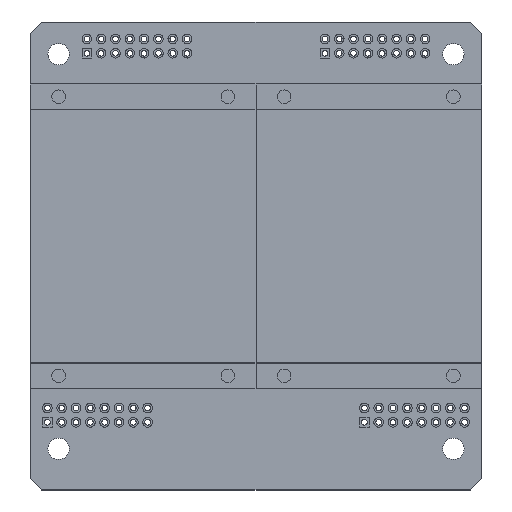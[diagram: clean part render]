
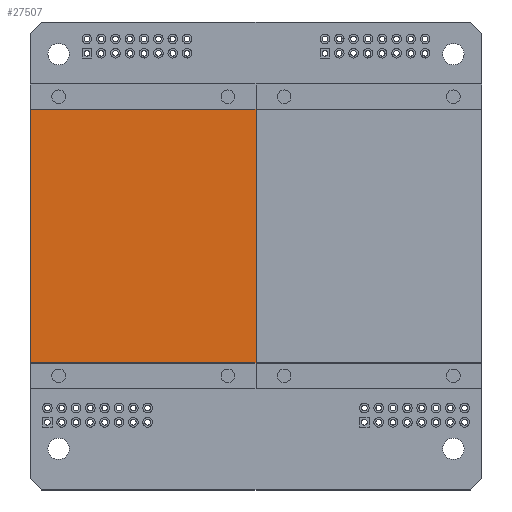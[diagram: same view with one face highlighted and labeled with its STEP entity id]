
A CAD part, top view. The second image highlights one B-rep face of the part: STEP entity #27507.
In plain terms, the highlighted planar face has unit normal (0, 0, 1).
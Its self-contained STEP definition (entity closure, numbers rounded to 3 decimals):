
#27381 = VERTEX_POINT('',#27382);
#27382 = CARTESIAN_POINT('',(-20.,-22.5,10.));
#27388 = EDGE_CURVE('',#27381,#27389,#27391,.T.);
#27389 = VERTEX_POINT('',#27390);
#27390 = CARTESIAN_POINT('',(-20.,22.5,10.));
#27391 = LINE('',#27392,#27393);
#27392 = CARTESIAN_POINT('',(-20.,-22.5,10.));
#27393 = VECTOR('',#27394,1.);
#27394 = DIRECTION('',(0.,1.,0.));
#27421 = VERTEX_POINT('',#27422);
#27422 = CARTESIAN_POINT('',(20.,-22.5,10.));
#27428 = EDGE_CURVE('',#27421,#27381,#27429,.T.);
#27429 = LINE('',#27430,#27431);
#27430 = CARTESIAN_POINT('',(20.,-22.5,10.));
#27431 = VECTOR('',#27432,1.);
#27432 = DIRECTION('',(-1.,0.,0.));
#27450 = EDGE_CURVE('',#27389,#27451,#27453,.T.);
#27451 = VERTEX_POINT('',#27452);
#27452 = CARTESIAN_POINT('',(20.,22.5,10.));
#27453 = LINE('',#27454,#27455);
#27454 = CARTESIAN_POINT('',(-20.,22.5,10.));
#27455 = VECTOR('',#27456,1.);
#27456 = DIRECTION('',(1.,0.,0.));
#27507 = ADVANCED_FACE('',(#27508),#27519,.T.);
#27508 = FACE_BOUND('',#27509,.F.);
#27509 = EDGE_LOOP('',(#27510,#27511,#27512,#27518));
#27510 = ORIENTED_EDGE('',*,*,#27388,.T.);
#27511 = ORIENTED_EDGE('',*,*,#27450,.T.);
#27512 = ORIENTED_EDGE('',*,*,#27513,.T.);
#27513 = EDGE_CURVE('',#27451,#27421,#27514,.T.);
#27514 = LINE('',#27515,#27516);
#27515 = CARTESIAN_POINT('',(20.,22.5,10.));
#27516 = VECTOR('',#27517,1.);
#27517 = DIRECTION('',(0.,-1.,0.));
#27518 = ORIENTED_EDGE('',*,*,#27428,.T.);
#27519 = PLANE('',#27520);
#27520 = AXIS2_PLACEMENT_3D('',#27521,#27522,#27523);
#27521 = CARTESIAN_POINT('',(0.,0.,10.));
#27522 = DIRECTION('',(0.,0.,1.));
#27523 = DIRECTION('',(1.,0.,-0.));
